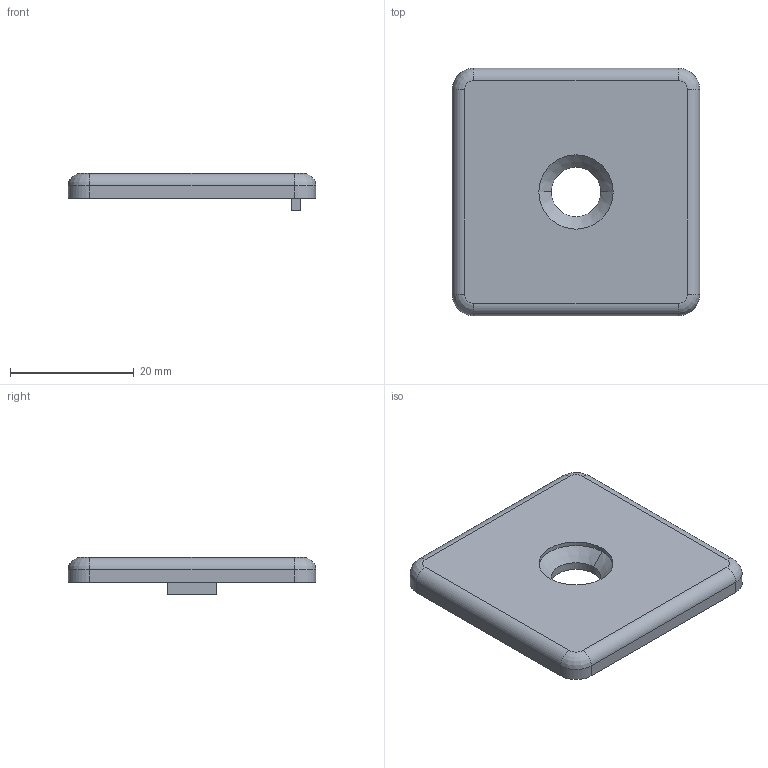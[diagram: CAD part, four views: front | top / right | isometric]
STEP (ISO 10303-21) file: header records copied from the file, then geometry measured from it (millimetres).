
FILE_DESCRIPTION(('FreeCAD Model'),'2;1');
FILE_NAME('Open CASCADE Shape Model','2024-04-03T11:11:16',(''),(''), 'Open CASCADE STEP processor 7.6','FreeCAD','Unknown');
FILE_SCHEMA(('AUTOMOTIVE_DESIGN { 1 0 10303 214 1 1 1 1 }'));
Length unit declared in the file: millimetre
Products named in the file (1): STI8-CZ4040
Bounding box: 40 x 40 x 6 mm (x, y, z)
Volume: 4024.2 mm3; surface area: 4152.4 mm2
Topology: 1 solids, 1 shells, 272 faces, 620 edges, 342 vertices
Faces by surface type: cylinder 102, bspline 64, plane 56, sphere 16, torus 14, cone 12, revolution 8
Entity records: 24800 total; most frequent: CARTESIAN_POINT 13665, DIRECTION 1810, ORIENTED_EDGE 1208, PCURVE 1208, DEFINITIONAL_REPRESENTATION 1208, LINE 976, VECTOR 976, EDGE_CURVE 604
